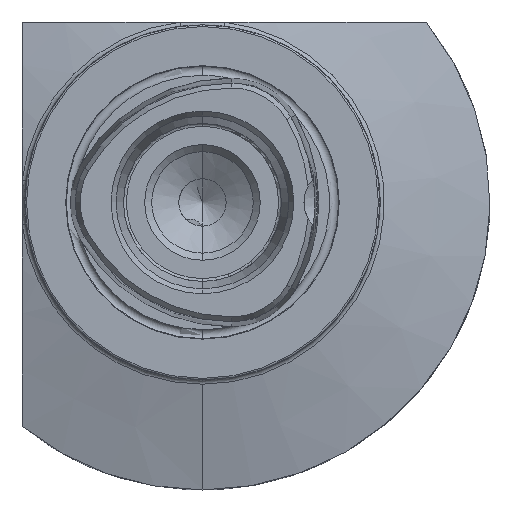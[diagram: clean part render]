
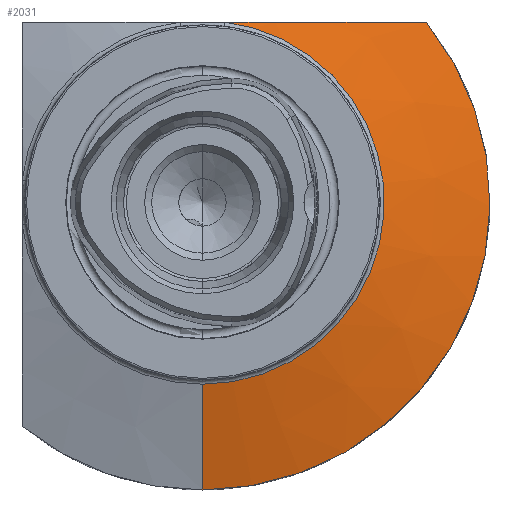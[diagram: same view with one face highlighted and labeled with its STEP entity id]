
A CAD part, left-side view. The second image highlights one B-rep face of the part: STEP entity #2031.
In plain terms, the highlighted conical face has half-angle 75 degrees and reference radius 51 mm.
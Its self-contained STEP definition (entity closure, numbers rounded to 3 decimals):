
#552 = CARTESIAN_POINT ( 'NONE',  ( 22.199, 0., -32.241 ) ) ;
#1277 = B_SPLINE_CURVE_WITH_KNOTS ( 'NONE', 3,
 ( #3951, #3959, #3968, #3969, #3970, #3971, #3972, #3973, #3974, #3975 ),
 .UNSPECIFIED., .F., .F.,
 ( 4, 2, 2, 2, 4 ),
 ( 0.168, 0.177, 0.186, 0.195, 0.204 ),
 .UNSPECIFIED. ) ;
#2031 = ADVANCED_FACE ( 'NONE', ( #7711 ), #7721, .T. ) ;
#3144 = VERTEX_POINT ( 'NONE', #3579 ) ;
#3235 = VERTEX_POINT ( 'NONE', #552 ) ;
#3449 = VERTEX_POINT ( 'NONE', #6921 ) ;
#3460 = VERTEX_POINT ( 'NONE', #6938 ) ;
#3579 = CARTESIAN_POINT ( 'NONE',  ( 22.199, -3.936, 32. ) ) ;
#3581 = DIRECTION ( 'NONE',  ( 0., 0., -1. ) ) ;
#3582 = DIRECTION ( 'NONE',  ( 1., 0., 0. ) ) ;
#3583 = CARTESIAN_POINT ( 'NONE',  ( 27.225, 0., 0. ) ) ;
#3641 = AXIS2_PLACEMENT_3D ( 'NONE', #3990, #3991, #3992 ) ;
#3643 = AXIS2_PLACEMENT_3D ( 'NONE', #3956, #3957, #3958 ) ;
#3694 = ORIENTED_EDGE ( 'NONE', *, *, #6507, .F. ) ;
#3695 = ORIENTED_EDGE ( 'NONE', *, *, #6504, .T. ) ;
#3696 = ORIENTED_EDGE ( 'NONE', *, *, #6506, .T. ) ;
#3697 = ORIENTED_EDGE ( 'NONE', *, *, #6510, .T. ) ;
#3951 = CARTESIAN_POINT ( 'NONE',  ( 22.199, -3.936, 32. ) ) ;
#3956 = CARTESIAN_POINT ( 'NONE',  ( 27.225, 0., 0. ) ) ;
#3957 = DIRECTION ( 'NONE',  ( -1., 0., 0. ) ) ;
#3958 = DIRECTION ( 'NONE',  ( 0., 0., 1. ) ) ;
#3959 = CARTESIAN_POINT ( 'NONE',  ( 22.297, -6.945, 32. ) ) ;
#3964 = CARTESIAN_POINT ( 'NONE',  ( 27.225, 0., -51. ) ) ;
#3965 = DIRECTION ( 'NONE',  ( 0.259, 0., -0.966 ) ) ;
#3968 = CARTESIAN_POINT ( 'NONE',  ( 22.508, -9.945, 32. ) ) ;
#3969 = CARTESIAN_POINT ( 'NONE',  ( 23.109, -15.928, 32. ) ) ;
#3970 = CARTESIAN_POINT ( 'NONE',  ( 23.498, -18.912, 32. ) ) ;
#3971 = CARTESIAN_POINT ( 'NONE',  ( 24.399, -24.869, 32. ) ) ;
#3972 = CARTESIAN_POINT ( 'NONE',  ( 24.911, -27.842, 32. ) ) ;
#3973 = CARTESIAN_POINT ( 'NONE',  ( 26.014, -33.781, 32. ) ) ;
#3974 = CARTESIAN_POINT ( 'NONE',  ( 26.607, -36.748, 32. ) ) ;
#3975 = CARTESIAN_POINT ( 'NONE',  ( 27.225, -39.711, 32. ) ) ;
#3990 = CARTESIAN_POINT ( 'NONE',  ( 22.199, 0., 0. ) ) ;
#3991 = DIRECTION ( 'NONE',  ( 1., 0., 0. ) ) ;
#3992 = DIRECTION ( 'NONE',  ( 0., 0., -1. ) ) ;
#4577 = CIRCLE ( 'NONE', #3643, 51. ) ;
#4578 = CIRCLE ( 'NONE', #3641, 32.241 ) ;
#4579 = LINE ( 'NONE', #3964, #4580 ) ;
#4580 = VECTOR ( 'NONE', #3965, 1000. ) ;
#5752 = EDGE_LOOP ( 'NONE', ( #3697, #3696, #3695, #3694 ) ) ;
#6311 = AXIS2_PLACEMENT_3D ( 'NONE', #3583, #3582, #3581 ) ;
#6504 = EDGE_CURVE ( 'NONE', #3449, #3460, #4577, .T. ) ;
#6506 = EDGE_CURVE ( 'NONE', #3235, #3449, #4579, .T. ) ;
#6507 = EDGE_CURVE ( 'NONE', #3144, #3460, #1277, .T. ) ;
#6510 = EDGE_CURVE ( 'NONE', #3144, #3235, #4578, .T. ) ;
#6921 = CARTESIAN_POINT ( 'NONE',  ( 27.225, 0., -51. ) ) ;
#6938 = CARTESIAN_POINT ( 'NONE',  ( 27.225, -39.711, 32. ) ) ;
#7711 = FACE_OUTER_BOUND ( 'NONE', #5752, .T. ) ;
#7721 = CONICAL_SURFACE ( 'NONE', #6311, 51., 1.309 ) ;
